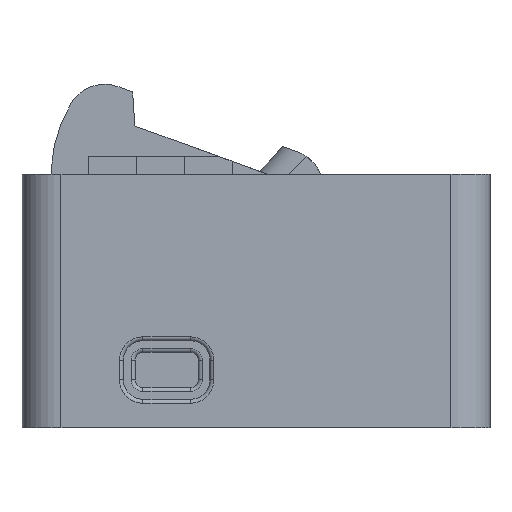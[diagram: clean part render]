
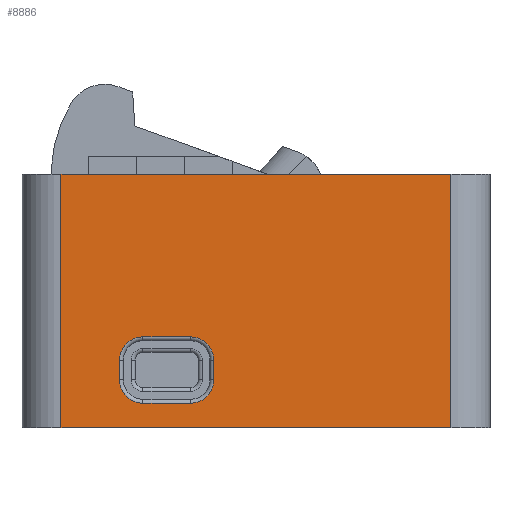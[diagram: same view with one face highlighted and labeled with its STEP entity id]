
A CAD part, left-side view. The second image highlights one B-rep face of the part: STEP entity #8886.
In plain terms, the highlighted planar face has unit normal (-1, 0, 0).
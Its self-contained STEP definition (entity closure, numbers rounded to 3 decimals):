
#393=CIRCLE('',#9522,6.);
#394=CIRCLE('',#9523,6.);
#395=CIRCLE('',#9524,6.);
#396=CIRCLE('',#9525,6.);
#964=ORIENTED_EDGE('',*,*,#3583,.T.);
#965=ORIENTED_EDGE('',*,*,#3584,.T.);
#966=ORIENTED_EDGE('',*,*,#3585,.T.);
#967=ORIENTED_EDGE('',*,*,#3586,.T.);
#968=ORIENTED_EDGE('',*,*,#3587,.T.);
#969=ORIENTED_EDGE('',*,*,#3588,.T.);
#970=ORIENTED_EDGE('',*,*,#3589,.T.);
#971=ORIENTED_EDGE('',*,*,#3590,.T.);
#972=ORIENTED_EDGE('',*,*,#3591,.F.);
#973=ORIENTED_EDGE('',*,*,#3592,.T.);
#974=ORIENTED_EDGE('',*,*,#3507,.T.);
#975=ORIENTED_EDGE('',*,*,#3593,.T.);
#3507=EDGE_CURVE('',#4801,#4800,#5617,.T.);
#3583=EDGE_CURVE('',#4864,#4865,#393,.T.);
#3584=EDGE_CURVE('',#4865,#4866,#5666,.T.);
#3585=EDGE_CURVE('',#4866,#4867,#394,.T.);
#3586=EDGE_CURVE('',#4867,#4868,#5667,.T.);
#3587=EDGE_CURVE('',#4868,#4869,#395,.T.);
#3588=EDGE_CURVE('',#4869,#4870,#5668,.T.);
#3589=EDGE_CURVE('',#4870,#4871,#396,.T.);
#3590=EDGE_CURVE('',#4871,#4864,#5669,.T.);
#3591=EDGE_CURVE('',#4872,#4873,#5670,.T.);
#3592=EDGE_CURVE('',#4872,#4801,#5671,.T.);
#3593=EDGE_CURVE('',#4800,#4873,#5672,.F.);
#4800=VERTEX_POINT('',#13286);
#4801=VERTEX_POINT('',#13288);
#4864=VERTEX_POINT('',#13437);
#4865=VERTEX_POINT('',#13438);
#4866=VERTEX_POINT('',#13440);
#4867=VERTEX_POINT('',#13442);
#4868=VERTEX_POINT('',#13444);
#4869=VERTEX_POINT('',#13446);
#4870=VERTEX_POINT('',#13448);
#4871=VERTEX_POINT('',#13450);
#4872=VERTEX_POINT('',#13453);
#4873=VERTEX_POINT('',#13454);
#5617=LINE('',#13287,#6678);
#5666=LINE('',#13439,#6727);
#5667=LINE('',#13443,#6728);
#5668=LINE('',#13447,#6729);
#5669=LINE('',#13451,#6730);
#5670=LINE('',#13452,#6731);
#5671=LINE('',#13455,#6732);
#5672=LINE('',#13456,#6733);
#6678=VECTOR('',#10570,1000.);
#6727=VECTOR('',#10695,1000.);
#6728=VECTOR('',#10698,1000.);
#6729=VECTOR('',#10701,1000.);
#6730=VECTOR('',#10704,1000.);
#6731=VECTOR('',#10705,1000.);
#6732=VECTOR('',#10706,1000.);
#6733=VECTOR('',#10707,1000.);
#7559=EDGE_LOOP('',(#964,#965,#966,#967,#968,#969,#970,#971));
#7560=EDGE_LOOP('',(#972,#973,#974,#975));
#8088=FACE_BOUND('',#7559,.T.);
#8089=FACE_BOUND('',#7560,.T.);
#8593=PLANE('',#9521);
#8886=ADVANCED_FACE('',(#8088,#8089),#8593,.F.);
#9521=AXIS2_PLACEMENT_3D('',#13435,#10691,#10692);
#9522=AXIS2_PLACEMENT_3D('',#13436,#10693,#10694);
#9523=AXIS2_PLACEMENT_3D('',#13441,#10696,#10697);
#9524=AXIS2_PLACEMENT_3D('',#13445,#10699,#10700);
#9525=AXIS2_PLACEMENT_3D('',#13449,#10702,#10703);
#10570=DIRECTION('',(0.,-1.,0.));
#10691=DIRECTION('',(1.,0.,0.));
#10692=DIRECTION('',(0.,1.,0.));
#10693=DIRECTION('',(1.,0.,0.));
#10694=DIRECTION('',(0.,1.,0.));
#10695=DIRECTION('',(0.,1.,0.));
#10696=DIRECTION('',(1.,0.,0.));
#10697=DIRECTION('',(0.,1.,0.));
#10698=DIRECTION('',(0.,0.,1.));
#10699=DIRECTION('',(1.,0.,0.));
#10700=DIRECTION('',(0.,1.,0.));
#10701=DIRECTION('',(0.,-1.,0.));
#10702=DIRECTION('',(1.,0.,0.));
#10703=DIRECTION('',(0.,1.,0.));
#10704=DIRECTION('',(0.,0.,-1.));
#10705=DIRECTION('',(0.,-1.,0.));
#10706=DIRECTION('',(0.,0.,-1.));
#10707=DIRECTION('',(0.,0.,-1.));
#13286=CARTESIAN_POINT('',(-100.,-50.,0.));
#13287=CARTESIAN_POINT('',(-100.,60.,0.));
#13288=CARTESIAN_POINT('',(-100.,50.,0.));
#13435=CARTESIAN_POINT('',(-100.,60.,70.));
#13436=CARTESIAN_POINT('',(-100.,16.8,12.3));
#13437=CARTESIAN_POINT('',(-100.,10.8,12.3));
#13438=CARTESIAN_POINT('',(-100.,16.8,6.3));
#13439=CARTESIAN_POINT('',(-100.,29.,6.3));
#13440=CARTESIAN_POINT('',(-100.,29.,6.3));
#13441=CARTESIAN_POINT('',(-100.,29.,12.3));
#13442=CARTESIAN_POINT('',(-100.,35.,12.3));
#13443=CARTESIAN_POINT('',(-100.,35.,17.3));
#13444=CARTESIAN_POINT('',(-100.,35.,17.3));
#13445=CARTESIAN_POINT('',(-100.,29.,17.3));
#13446=CARTESIAN_POINT('',(-100.,29.,23.3));
#13447=CARTESIAN_POINT('',(-100.,16.8,23.3));
#13448=CARTESIAN_POINT('',(-100.,16.8,23.3));
#13449=CARTESIAN_POINT('',(-100.,16.8,17.3));
#13450=CARTESIAN_POINT('',(-100.,10.8,17.3));
#13451=CARTESIAN_POINT('',(-100.,10.8,12.3));
#13452=CARTESIAN_POINT('',(-100.,60.,65.));
#13453=CARTESIAN_POINT('',(-100.,50.,65.));
#13454=CARTESIAN_POINT('',(-100.,-50.,65.));
#13455=CARTESIAN_POINT('',(-100.,50.,70.));
#13456=CARTESIAN_POINT('',(-100.,-50.,70.));
